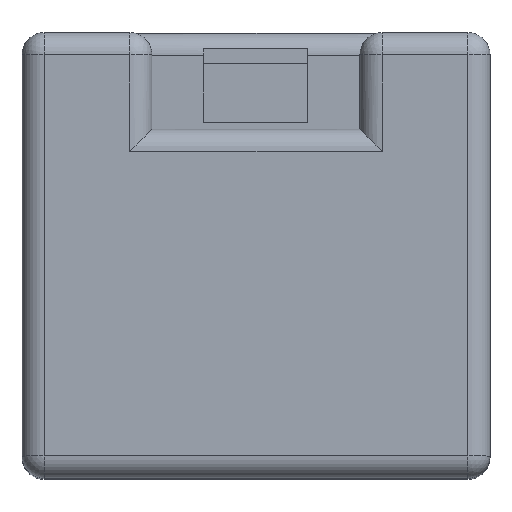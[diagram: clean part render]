
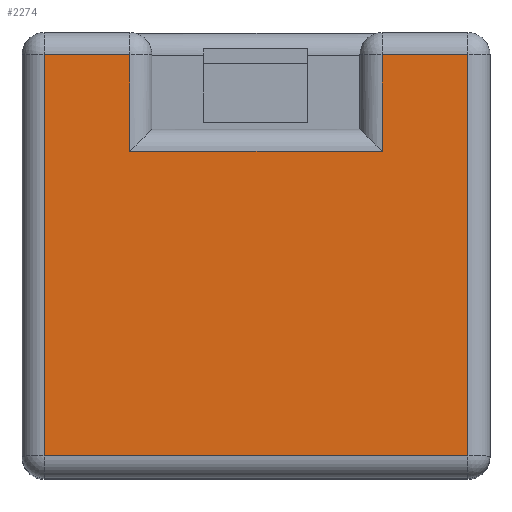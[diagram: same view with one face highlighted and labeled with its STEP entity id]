
A CAD part, top view. The second image highlights one B-rep face of the part: STEP entity #2274.
In plain terms, the highlighted planar face has unit normal (0, 0, 1).
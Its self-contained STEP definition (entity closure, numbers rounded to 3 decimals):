
#91=PLANE('',#2534);
#199=FACE_OUTER_BOUND('',#340,.T.);
#340=EDGE_LOOP('',(#1829,#1830,#1831,#1832,#1833,#1834,#1835,#1836));
#513=LINE('',#3793,#722);
#515=LINE('',#3796,#724);
#517=LINE('',#3799,#726);
#523=LINE('',#3810,#732);
#527=LINE('',#3817,#736);
#531=LINE('',#3825,#740);
#536=LINE('',#3839,#745);
#537=LINE('',#3842,#746);
#722=VECTOR('',#2941,10.);
#724=VECTOR('',#2945,10.);
#726=VECTOR('',#2949,10.);
#732=VECTOR('',#2965,10.);
#736=VECTOR('',#2973,10.);
#740=VECTOR('',#2985,10.);
#745=VECTOR('',#2998,10.);
#746=VECTOR('',#3003,10.);
#1042=VERTEX_POINT('',#3717);
#1049=VERTEX_POINT('',#3736);
#1054=VERTEX_POINT('',#3749);
#1060=VERTEX_POINT('',#3767);
#1065=VERTEX_POINT('',#3781);
#1066=VERTEX_POINT('',#3785);
#1068=VERTEX_POINT('',#3816);
#1073=VERTEX_POINT('',#3838);
#1306=EDGE_CURVE('',#1060,#1066,#513,.T.);
#1308=EDGE_CURVE('',#1066,#1065,#515,.T.);
#1310=EDGE_CURVE('',#1065,#1054,#517,.T.);
#1316=EDGE_CURVE('',#1049,#1060,#523,.T.);
#1320=EDGE_CURVE('',#1054,#1068,#527,.T.);
#1325=EDGE_CURVE('',#1042,#1049,#531,.T.);
#1332=EDGE_CURVE('',#1068,#1073,#536,.T.);
#1334=EDGE_CURVE('',#1073,#1042,#537,.T.);
#1829=ORIENTED_EDGE('',*,*,#1306,.F.);
#1830=ORIENTED_EDGE('',*,*,#1316,.F.);
#1831=ORIENTED_EDGE('',*,*,#1325,.F.);
#1832=ORIENTED_EDGE('',*,*,#1334,.F.);
#1833=ORIENTED_EDGE('',*,*,#1332,.F.);
#1834=ORIENTED_EDGE('',*,*,#1320,.F.);
#1835=ORIENTED_EDGE('',*,*,#1310,.F.);
#1836=ORIENTED_EDGE('',*,*,#1308,.F.);
#2274=ADVANCED_FACE('',(#199),#91,.T.);
#2534=AXIS2_PLACEMENT_3D('',#3872,#3034,#3035);
#2941=DIRECTION('',(-1.,0.,0.));
#2945=DIRECTION('',(0.,1.,0.));
#2949=DIRECTION('',(1.,0.,0.));
#2965=DIRECTION('',(0.,-1.,0.));
#2973=DIRECTION('',(0.,-1.,0.));
#2985=DIRECTION('',(1.,0.,0.));
#2998=DIRECTION('',(1.,0.,0.));
#3003=DIRECTION('',(0.,1.,0.));
#3034=DIRECTION('center_axis',(0.,0.,1.));
#3035=DIRECTION('ref_axis',(1.,0.,0.));
#3717=CARTESIAN_POINT('',(-10.5,57.,4.));
#3736=CARTESIAN_POINT('',(1.,57.,4.));
#3749=CARTESIAN_POINT('',(-44.5,57.,4.));
#3767=CARTESIAN_POINT('',(1.,3.,4.));
#3781=CARTESIAN_POINT('',(-56.,57.,4.));
#3785=CARTESIAN_POINT('',(-56.,3.,4.));
#3793=CARTESIAN_POINT('',(-43.25,3.,4.));
#3796=CARTESIAN_POINT('',(-56.,0.,4.));
#3799=CARTESIAN_POINT('',(-43.25,57.,4.));
#3810=CARTESIAN_POINT('',(1.,0.,4.));
#3816=CARTESIAN_POINT('',(-44.5,44.,4.));
#3817=CARTESIAN_POINT('',(-44.5,23.5,4.));
#3825=CARTESIAN_POINT('',(-43.25,57.,4.));
#3838=CARTESIAN_POINT('',(-10.5,44.,4.));
#3839=CARTESIAN_POINT('',(-36.25,44.,4.));
#3842=CARTESIAN_POINT('',(-10.5,30.,4.));
#3872=CARTESIAN_POINT('Origin',(-59.,0.,4.));
